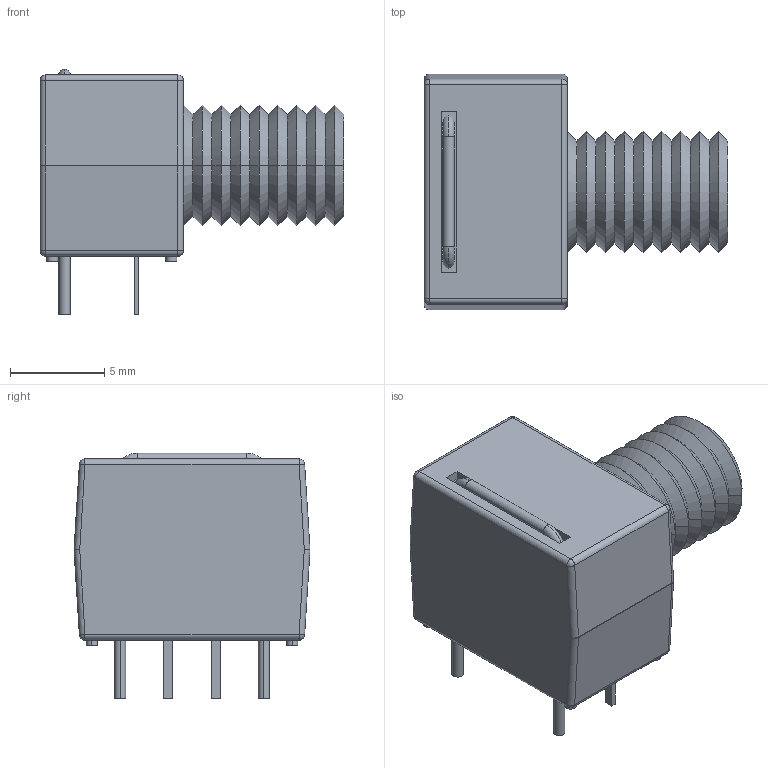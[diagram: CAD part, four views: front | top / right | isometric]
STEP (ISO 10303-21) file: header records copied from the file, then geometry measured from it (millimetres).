
FILE_DESCRIPTION((''),'2;1');
FILE_NAME('HFBR-1505xZ.stp','2011-04-27T10:10:49',(''),(''),'Mechanical Desktop 2011','Mechanical Desktop 2011',', , ');
FILE_SCHEMA(('AUTOMOTIVE_DESIGN { 1 2 10303 214 1 1 1 1 }'));
Length unit declared in the file: millimetre
Products named in the file (1): Product
Bounding box: 16.1 x 12.5 x 13 mm (x, y, z)
Volume: 1021.7 mm3; surface area: 1271 mm2
Topology: 19 solids, 19 shells, 154 faces, 312 edges, 174 vertices
Faces by surface type: cylinder 50, bspline 42, cone 34, plane 12, sphere 12, torus 4
Entity records: 4013 total; most frequent: CARTESIAN_POINT 815, DIRECTION 668, ORIENTED_EDGE 608, EDGE_CURVE 304, AXIS2_PLACEMENT_3D 251, VERTEX_POINT 174, VECTOR 166, LINE 166
